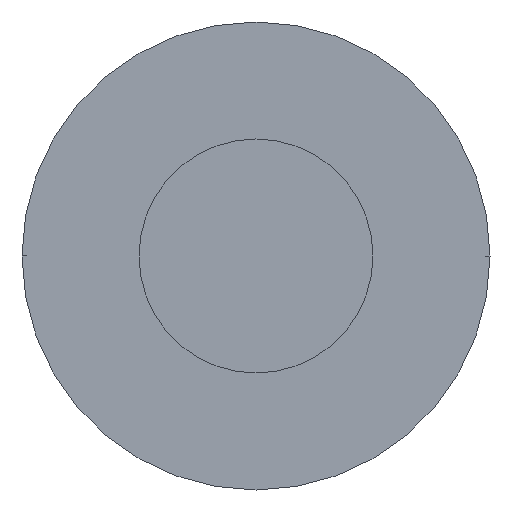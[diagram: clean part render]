
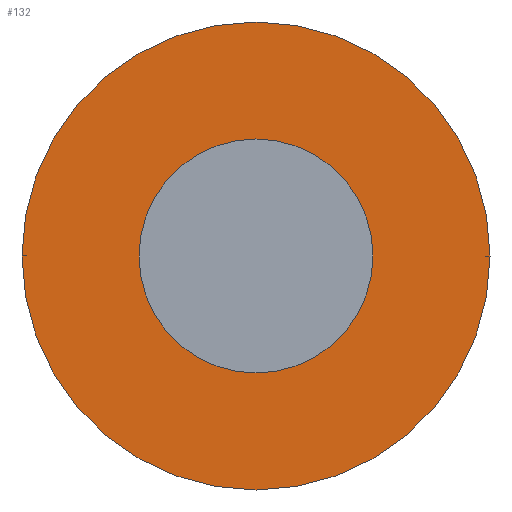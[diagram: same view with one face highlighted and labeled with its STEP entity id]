
A CAD part, front view. The second image highlights one B-rep face of the part: STEP entity #132.
In plain terms, the highlighted planar face has unit normal (0, -1, 0).
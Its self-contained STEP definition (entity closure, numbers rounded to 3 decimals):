
#27=CARTESIAN_POINT('POINT3',(-9.525,0.,
   0.));
#28=VERTEX_POINT('VERTEX3',#27);
#38=CARTESIAN_POINT('POINT5',(3.175,0.,0.
   ));
#39=VERTEX_POINT('VERTEX5',#38);
#40=CARTESIAN_POINT('POS5',(-3.175,0.,0.));
#41=DIRECTION('DIR9',(0.,1.,0.));
#42=DIRECTION('DIR10',(0.,0.,-1.));
#43=AXIS2_PLACEMENT_3D('AXIS5',#40,#41,#42);
#44=CIRCLE('ELLIPSE4',#43,6.35);
#45=EDGE_CURVE('EDGE4',#39,#28,#44,.F.);
#62=CARTESIAN_POINT('POS8',(-3.175,0.,0.));
#63=DIRECTION('DIR15',(0.,1.,0.));
#64=DIRECTION('DIR16',(0.,0.,-1.));
#65=AXIS2_PLACEMENT_3D('AXIS8',#62,#63,#64);
#66=CIRCLE('ELLIPSE6',#65,6.35);
#67=EDGE_CURVE('EDGE6',#39,#28,#66,.T.);
#75=CARTESIAN_POINT('POINT6',(-6.35,0.,0.));
#76=VERTEX_POINT('VERTEX6',#75);
#83=CARTESIAN_POINT('POINT7',(0.,0.,0.));
#84=VERTEX_POINT('VERTEX7',#83);
#85=CARTESIAN_POINT('POS10',(-3.175,0.,0.));
#86=DIRECTION('DIR18',(0.,1.,0.));
#87=DIRECTION('DIR19',(1.,0.,0.));
#88=AXIS2_PLACEMENT_3D('AXIS9',#85,#86,#87);
#89=CIRCLE('ELLIPSE7',#88,3.175);
#90=EDGE_CURVE('EDGE8',#84,#76,#89,.T.);
#106=CARTESIAN_POINT('POS13',(-3.175,0.,0.));
#107=DIRECTION('DIR23',(0.,1.,0.));
#108=DIRECTION('DIR24',(1.,0.,0.));
#109=AXIS2_PLACEMENT_3D('AXIS11',#106,#107,#108);
#110=CIRCLE('ELLIPSE8',#109,3.175);
#111=EDGE_CURVE('EDGE10',#84,#76,#110,.F.);
#119=ORIENTED_EDGE('COEDGE17',*,*,#111,.F.);
#120=ORIENTED_EDGE('COEDGE18',*,*,#90,.T.);
#121=EDGE_LOOP('NONE',(#119,#120));
#122=FACE_BOUND('LOOP1',#121,.T.);
#123=ORIENTED_EDGE('COEDGE19',*,*,#67,.F.);
#124=ORIENTED_EDGE('COEDGE20',*,*,#45,.T.);
#125=EDGE_LOOP('NONE',(#123,#124));
#126=FACE_BOUND('LOOP1',#125,.T.);
#127=CARTESIAN_POINT('POS14',(-3.175,0.,0.));
#128=DIRECTION('DIR25',(0.,1.,0.));
#129=DIRECTION('DIR26',(1.,0.,0.));
#130=AXIS2_PLACEMENT_3D('AXIS12',#127,#128,#129);
#131=PLANE('PLANE2',#130);
#132=ADVANCED_FACE('FACE6',(#122,#126),#131,.F.);
